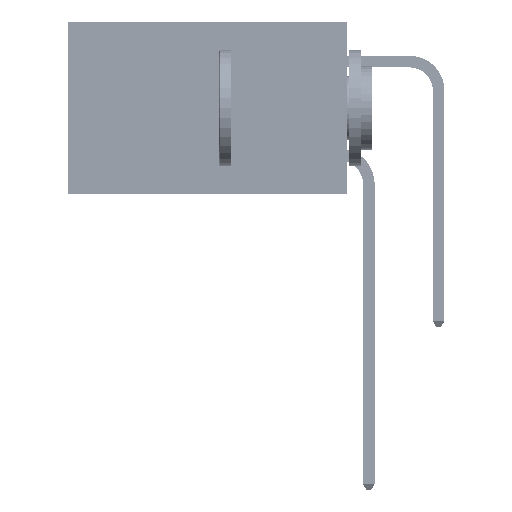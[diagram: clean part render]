
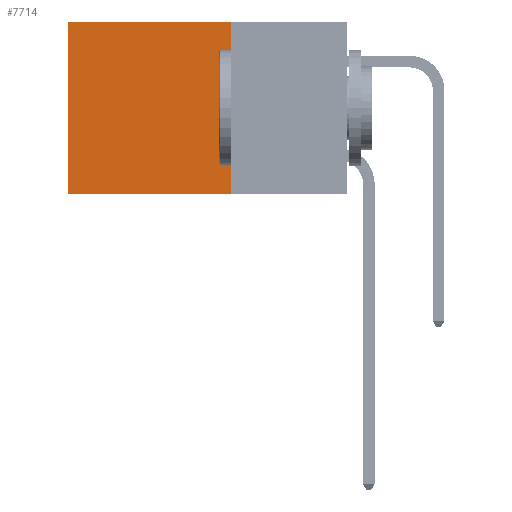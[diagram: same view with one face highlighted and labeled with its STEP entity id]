
A CAD part, left-side view. The second image highlights one B-rep face of the part: STEP entity #7714.
In plain terms, the highlighted planar face has unit normal (-1, 0, 0).
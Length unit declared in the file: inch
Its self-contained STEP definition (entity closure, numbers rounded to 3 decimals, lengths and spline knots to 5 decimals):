
#474 = DIRECTION ( 'NONE',  ( 0., 1., 0. ) ) ;
#989 = DIRECTION ( 'NONE',  ( 0., 0., -1. ) ) ;
#1950 = LINE ( 'NONE', #30000, #3086 ) ;
#3040 = ORIENTED_EDGE ( 'NONE', *, *, #13044, .T. ) ;
#3086 = VECTOR ( 'NONE', #474, 39.37008 ) ;
#7046 = VECTOR ( 'NONE', #989, 39.37008 ) ;
#7714 = ADVANCED_FACE ( 'NONE', ( #29759 ), #18167, .F. ) ;
#8745 = LINE ( 'NONE', #41440, #7046 ) ;
#8933 = CARTESIAN_POINT ( 'NONE',  ( 0.2875, 0.25, 0. ) ) ;
#10557 = VECTOR ( 'NONE', #35313, 39.37008 ) ;
#10640 = CARTESIAN_POINT ( 'NONE',  ( 0.2875, 0.25, 0. ) ) ;
#10810 = DIRECTION ( 'NONE',  ( 1., 0., 0. ) ) ;
#11296 = CARTESIAN_POINT ( 'NONE',  ( 0.2875, 0.25, -0.37 ) ) ;
#12892 = LINE ( 'NONE', #8933, #10557 ) ;
#13044 = EDGE_CURVE ( 'NONE', #27174, #32326, #8745, .T. ) ;
#16330 = VERTEX_POINT ( 'NONE', #44073 ) ;
#18167 = PLANE ( 'NONE',  #44338 ) ;
#19093 = CARTESIAN_POINT ( 'NONE',  ( 0.2875, 0.25, -0.37 ) ) ;
#20151 = ORIENTED_EDGE ( 'NONE', *, *, #36518, .F. ) ;
#22826 = CARTESIAN_POINT ( 'NONE',  ( 0.2875, 0.6, 0. ) ) ;
#26605 = EDGE_LOOP ( 'NONE', ( #3040, #40411, #20151, #33474 ) ) ;
#26790 = VERTEX_POINT ( 'NONE', #11296 ) ;
#27174 = VERTEX_POINT ( 'NONE', #22826 ) ;
#29364 = CARTESIAN_POINT ( 'NONE',  ( 0.2875, 0.6, -0.37 ) ) ;
#29759 = FACE_OUTER_BOUND ( 'NONE', #26605, .T. ) ;
#30000 = CARTESIAN_POINT ( 'NONE',  ( 0.2875, 0.25, 0. ) ) ;
#32326 = VERTEX_POINT ( 'NONE', #29364 ) ;
#33474 = ORIENTED_EDGE ( 'NONE', *, *, #46612, .T. ) ;
#35313 = DIRECTION ( 'NONE',  ( 0., 0., -1. ) ) ;
#36518 = EDGE_CURVE ( 'NONE', #16330, #26790, #12892, .T. ) ;
#36711 = DIRECTION ( 'NONE',  ( 0., 0., -1. ) ) ;
#39039 = EDGE_CURVE ( 'NONE', #26790, #32326, #41654, .T. ) ;
#40411 = ORIENTED_EDGE ( 'NONE', *, *, #39039, .F. ) ;
#41056 = VECTOR ( 'NONE', #44833, 39.37008 ) ;
#41440 = CARTESIAN_POINT ( 'NONE',  ( 0.2875, 0.6, 0. ) ) ;
#41654 = LINE ( 'NONE', #19093, #41056 ) ;
#44073 = CARTESIAN_POINT ( 'NONE',  ( 0.2875, 0.25, 0. ) ) ;
#44338 = AXIS2_PLACEMENT_3D ( 'NONE', #10640, #10810, #36711 ) ;
#44833 = DIRECTION ( 'NONE',  ( 0., 1., 0. ) ) ;
#46612 = EDGE_CURVE ( 'NONE', #16330, #27174, #1950, .T. ) ;
